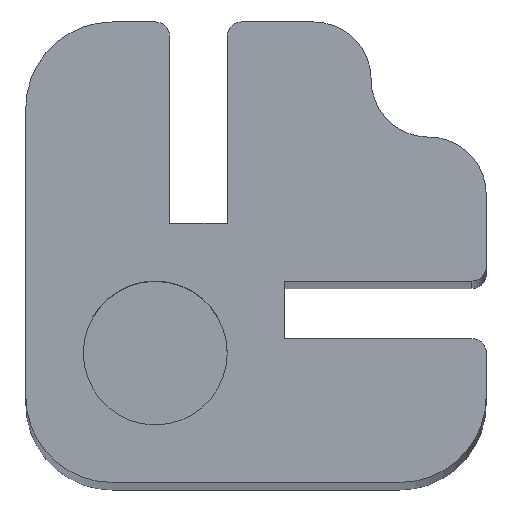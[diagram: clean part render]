
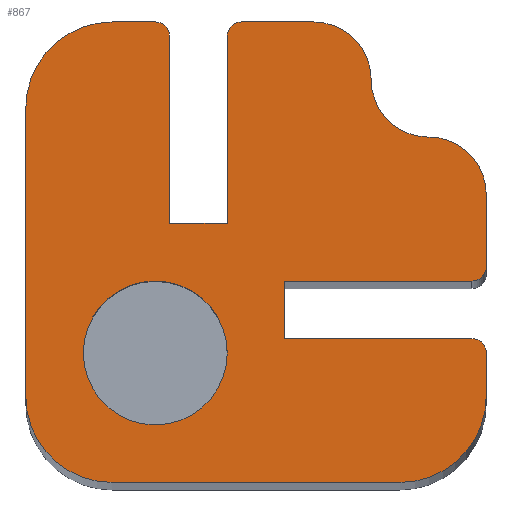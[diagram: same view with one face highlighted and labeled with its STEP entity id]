
A CAD part, top view. The second image highlights one B-rep face of the part: STEP entity #867.
In plain terms, the highlighted planar face has unit normal (0, 0, 1).
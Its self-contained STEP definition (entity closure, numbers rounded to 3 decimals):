
#262 = VERTEX_POINT('',#263);
#263 = CARTESIAN_POINT('',(12.,14.01,150.));
#269 = EDGE_CURVE('',#262,#270,#272,.T.);
#270 = VERTEX_POINT('',#271);
#271 = CARTESIAN_POINT('',(12.,14.,150.));
#272 = LINE('',#273,#274);
#273 = CARTESIAN_POINT('',(12.,16.,150.));
#274 = VECTOR('',#275,1.);
#275 = DIRECTION('',(0.,-1.,0.));
#293 = VERTEX_POINT('',#294);
#294 = CARTESIAN_POINT('',(10.01,16.,150.));
#300 = EDGE_CURVE('',#262,#293,#301,.T.);
#301 = CIRCLE('',#302,1.99);
#302 = AXIS2_PLACEMENT_3D('',#303,#304,#305);
#303 = CARTESIAN_POINT('',(10.01,14.01,150.));
#304 = DIRECTION('',(-0.,0.,1.));
#305 = DIRECTION('',(0.,-1.,0.));
#318 = VERTEX_POINT('',#319);
#319 = CARTESIAN_POINT('',(14.,12.,150.));
#325 = EDGE_CURVE('',#270,#318,#326,.T.);
#326 = CIRCLE('',#327,2.);
#327 = AXIS2_PLACEMENT_3D('',#328,#329,#330);
#328 = CARTESIAN_POINT('',(14.,14.,150.));
#329 = DIRECTION('',(-0.,0.,1.));
#330 = DIRECTION('',(0.,-1.,0.));
#343 = VERTEX_POINT('',#344);
#344 = CARTESIAN_POINT('',(7.5,16.,150.));
#350 = EDGE_CURVE('',#343,#293,#351,.T.);
#351 = LINE('',#352,#353);
#352 = CARTESIAN_POINT('',(7.,16.,150.));
#353 = VECTOR('',#354,1.);
#354 = DIRECTION('',(1.,0.,0.));
#367 = EDGE_CURVE('',#318,#368,#370,.T.);
#368 = VERTEX_POINT('',#369);
#369 = CARTESIAN_POINT('',(14.01,12.,150.));
#370 = LINE('',#371,#372);
#371 = CARTESIAN_POINT('',(12.,12.,150.));
#372 = VECTOR('',#373,1.);
#373 = DIRECTION('',(1.,0.,0.));
#391 = EDGE_CURVE('',#392,#343,#394,.T.);
#392 = VERTEX_POINT('',#393);
#393 = CARTESIAN_POINT('',(7.,15.5,150.));
#394 = CIRCLE('',#395,0.5);
#395 = AXIS2_PLACEMENT_3D('',#396,#397,#398);
#396 = CARTESIAN_POINT('',(7.5,15.5,150.));
#397 = DIRECTION('',(-0.,-0.,-1.));
#398 = DIRECTION('',(0.,-1.,0.));
#416 = VERTEX_POINT('',#417);
#417 = CARTESIAN_POINT('',(16.,10.01,150.));
#423 = EDGE_CURVE('',#368,#416,#424,.T.);
#424 = CIRCLE('',#425,1.99);
#425 = AXIS2_PLACEMENT_3D('',#426,#427,#428);
#426 = CARTESIAN_POINT('',(14.01,10.01,150.));
#427 = DIRECTION('',(-0.,-0.,-1.));
#428 = DIRECTION('',(0.,-1.,0.));
#441 = VERTEX_POINT('',#442);
#442 = CARTESIAN_POINT('',(7.,9.,150.));
#448 = EDGE_CURVE('',#441,#392,#449,.T.);
#449 = LINE('',#450,#451);
#450 = CARTESIAN_POINT('',(7.,9.,150.));
#451 = VECTOR('',#452,1.);
#452 = DIRECTION('',(0.,1.,0.));
#465 = VERTEX_POINT('',#466);
#466 = CARTESIAN_POINT('',(16.,7.5,150.));
#472 = EDGE_CURVE('',#465,#416,#473,.T.);
#473 = LINE('',#474,#475);
#474 = CARTESIAN_POINT('',(16.,7.,150.));
#475 = VECTOR('',#476,1.);
#476 = DIRECTION('',(0.,1.,0.));
#488 = VERTEX_POINT('',#489);
#489 = CARTESIAN_POINT('',(5.,9.,150.));
#495 = EDGE_CURVE('',#488,#441,#496,.T.);
#496 = LINE('',#497,#498);
#497 = CARTESIAN_POINT('',(5.,9.,150.));
#498 = VECTOR('',#499,1.);
#499 = DIRECTION('',(1.,0.,0.));
#513 = VERTEX_POINT('',#514);
#514 = CARTESIAN_POINT('',(15.5,7.,150.));
#520 = EDGE_CURVE('',#465,#513,#521,.T.);
#521 = CIRCLE('',#522,0.5);
#522 = AXIS2_PLACEMENT_3D('',#523,#524,#525);
#523 = CARTESIAN_POINT('',(15.5,7.5,150.));
#524 = DIRECTION('',(-0.,-0.,-1.));
#525 = DIRECTION('',(0.,-1.,0.));
#538 = VERTEX_POINT('',#539);
#539 = CARTESIAN_POINT('',(5.,15.5,150.));
#545 = EDGE_CURVE('',#538,#488,#546,.T.);
#546 = LINE('',#547,#548);
#547 = CARTESIAN_POINT('',(5.,16.,150.));
#548 = VECTOR('',#549,1.);
#549 = DIRECTION('',(0.,-1.,0.));
#562 = EDGE_CURVE('',#513,#563,#565,.T.);
#563 = VERTEX_POINT('',#564);
#564 = CARTESIAN_POINT('',(9.,7.,150.));
#565 = LINE('',#566,#567);
#566 = CARTESIAN_POINT('',(16.,7.,150.));
#567 = VECTOR('',#568,1.);
#568 = DIRECTION('',(-1.,0.,0.));
#586 = EDGE_CURVE('',#587,#538,#589,.T.);
#587 = VERTEX_POINT('',#588);
#588 = CARTESIAN_POINT('',(4.5,16.,150.));
#589 = CIRCLE('',#590,0.5);
#590 = AXIS2_PLACEMENT_3D('',#591,#592,#593);
#591 = CARTESIAN_POINT('',(4.5,15.5,150.));
#592 = DIRECTION('',(-0.,-0.,-1.));
#593 = DIRECTION('',(0.,-1.,0.));
#610 = EDGE_CURVE('',#563,#611,#613,.T.);
#611 = VERTEX_POINT('',#612);
#612 = CARTESIAN_POINT('',(9.,5.,150.));
#613 = LINE('',#614,#615);
#614 = CARTESIAN_POINT('',(9.,7.,150.));
#615 = VECTOR('',#616,1.);
#616 = DIRECTION('',(0.,-1.,0.));
#635 = VERTEX_POINT('',#636);
#636 = CARTESIAN_POINT('',(3.,16.,150.));
#642 = EDGE_CURVE('',#635,#587,#643,.T.);
#643 = LINE('',#644,#645);
#644 = CARTESIAN_POINT('',(0.,16.,150.));
#645 = VECTOR('',#646,1.);
#646 = DIRECTION('',(1.,0.,0.));
#659 = EDGE_CURVE('',#611,#660,#662,.T.);
#660 = VERTEX_POINT('',#661);
#661 = CARTESIAN_POINT('',(15.5,5.,150.));
#662 = LINE('',#663,#664);
#663 = CARTESIAN_POINT('',(9.,5.,150.));
#664 = VECTOR('',#665,1.);
#665 = DIRECTION('',(1.,0.,0.));
#683 = VERTEX_POINT('',#684);
#684 = CARTESIAN_POINT('',(0.,13.,150.));
#690 = EDGE_CURVE('',#635,#683,#691,.T.);
#691 = CIRCLE('',#692,3.);
#692 = AXIS2_PLACEMENT_3D('',#693,#694,#695);
#693 = CARTESIAN_POINT('',(3.,13.,150.));
#694 = DIRECTION('',(-0.,0.,1.));
#695 = DIRECTION('',(0.,-1.,0.));
#708 = EDGE_CURVE('',#709,#660,#711,.T.);
#709 = VERTEX_POINT('',#710);
#710 = CARTESIAN_POINT('',(16.,4.5,150.));
#711 = CIRCLE('',#712,0.5);
#712 = AXIS2_PLACEMENT_3D('',#713,#714,#715);
#713 = CARTESIAN_POINT('',(15.5,4.5,150.));
#714 = DIRECTION('',(-0.,0.,1.));
#715 = DIRECTION('',(0.,-1.,0.));
#733 = EDGE_CURVE('',#683,#734,#736,.T.);
#734 = VERTEX_POINT('',#735);
#735 = CARTESIAN_POINT('',(0.,3.,150.));
#736 = LINE('',#737,#738);
#737 = CARTESIAN_POINT('',(0.,16.,150.));
#738 = VECTOR('',#739,1.);
#739 = DIRECTION('',(0.,-1.,0.));
#757 = EDGE_CURVE('',#709,#758,#760,.T.);
#758 = VERTEX_POINT('',#759);
#759 = CARTESIAN_POINT('',(16.,3.,150.));
#760 = LINE('',#761,#762);
#761 = CARTESIAN_POINT('',(16.,5.,150.));
#762 = VECTOR('',#763,1.);
#763 = DIRECTION('',(0.,-1.,0.));
#781 = VERTEX_POINT('',#782);
#782 = CARTESIAN_POINT('',(3.,0.,150.));
#788 = EDGE_CURVE('',#734,#781,#789,.T.);
#789 = CIRCLE('',#790,3.);
#790 = AXIS2_PLACEMENT_3D('',#791,#792,#793);
#791 = CARTESIAN_POINT('',(3.,3.,150.));
#792 = DIRECTION('',(-0.,0.,1.));
#793 = DIRECTION('',(0.,-1.,0.));
#806 = EDGE_CURVE('',#807,#758,#809,.T.);
#807 = VERTEX_POINT('',#808);
#808 = CARTESIAN_POINT('',(13.,0.,150.));
#809 = CIRCLE('',#810,3.);
#810 = AXIS2_PLACEMENT_3D('',#811,#812,#813);
#811 = CARTESIAN_POINT('',(13.,3.,150.));
#812 = DIRECTION('',(-0.,0.,1.));
#813 = DIRECTION('',(0.,-1.,0.));
#831 = EDGE_CURVE('',#781,#807,#832,.T.);
#832 = LINE('',#833,#834);
#833 = CARTESIAN_POINT('',(0.,0.,150.));
#834 = VECTOR('',#835,1.);
#835 = DIRECTION('',(1.,0.,0.));
#867 = ADVANCED_FACE('',(#868,#894),#905,.T.);
#868 = FACE_BOUND('',#869,.T.);
#869 = EDGE_LOOP('',(#870,#871,#872,#873,#874,#875,#876,#877,#878,#879,
    #880,#881,#882,#883,#884,#885,#886,#887,#888,#889,#890,#891,#892,
    #893));
#870 = ORIENTED_EDGE('',*,*,#269,.F.);
#871 = ORIENTED_EDGE('',*,*,#300,.T.);
#872 = ORIENTED_EDGE('',*,*,#350,.F.);
#873 = ORIENTED_EDGE('',*,*,#391,.F.);
#874 = ORIENTED_EDGE('',*,*,#448,.F.);
#875 = ORIENTED_EDGE('',*,*,#495,.F.);
#876 = ORIENTED_EDGE('',*,*,#545,.F.);
#877 = ORIENTED_EDGE('',*,*,#586,.F.);
#878 = ORIENTED_EDGE('',*,*,#642,.F.);
#879 = ORIENTED_EDGE('',*,*,#690,.T.);
#880 = ORIENTED_EDGE('',*,*,#733,.T.);
#881 = ORIENTED_EDGE('',*,*,#788,.T.);
#882 = ORIENTED_EDGE('',*,*,#831,.T.);
#883 = ORIENTED_EDGE('',*,*,#806,.T.);
#884 = ORIENTED_EDGE('',*,*,#757,.F.);
#885 = ORIENTED_EDGE('',*,*,#708,.T.);
#886 = ORIENTED_EDGE('',*,*,#659,.F.);
#887 = ORIENTED_EDGE('',*,*,#610,.F.);
#888 = ORIENTED_EDGE('',*,*,#562,.F.);
#889 = ORIENTED_EDGE('',*,*,#520,.F.);
#890 = ORIENTED_EDGE('',*,*,#472,.T.);
#891 = ORIENTED_EDGE('',*,*,#423,.F.);
#892 = ORIENTED_EDGE('',*,*,#367,.F.);
#893 = ORIENTED_EDGE('',*,*,#325,.F.);
#894 = FACE_BOUND('',#895,.T.);
#895 = EDGE_LOOP('',(#896));
#896 = ORIENTED_EDGE('',*,*,#897,.F.);
#897 = EDGE_CURVE('',#898,#898,#900,.T.);
#898 = VERTEX_POINT('',#899);
#899 = CARTESIAN_POINT('',(7.,4.5,150.));
#900 = CIRCLE('',#901,2.5);
#901 = AXIS2_PLACEMENT_3D('',#902,#903,#904);
#902 = CARTESIAN_POINT('',(4.5,4.5,150.));
#903 = DIRECTION('',(0.,0.,1.));
#904 = DIRECTION('',(1.,0.,0.));
#905 = PLANE('',#906);
#906 = AXIS2_PLACEMENT_3D('',#907,#908,#909);
#907 = CARTESIAN_POINT('',(8.054,8.054,150.));
#908 = DIRECTION('',(0.,0.,1.));
#909 = DIRECTION('',(1.,0.,0.));
